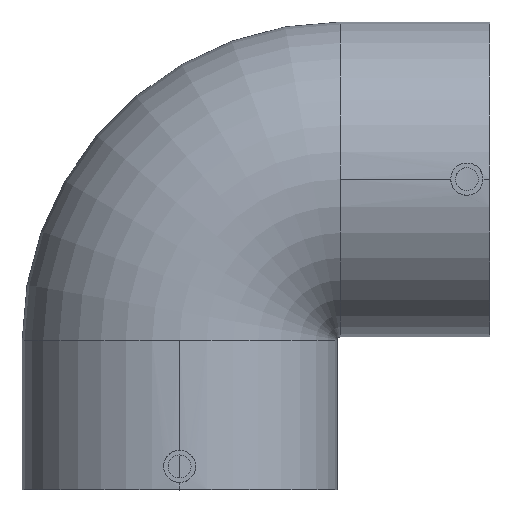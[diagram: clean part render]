
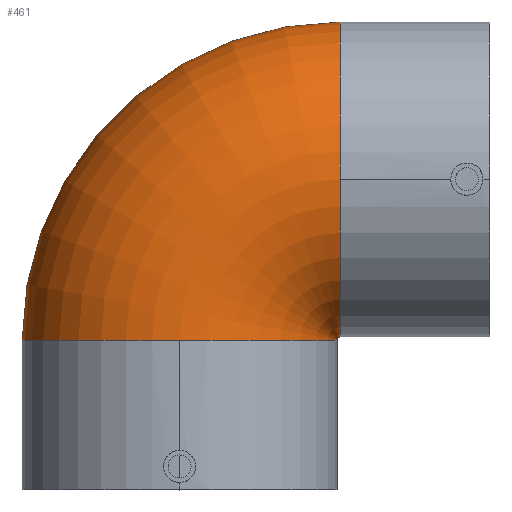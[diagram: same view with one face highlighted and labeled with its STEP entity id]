
A CAD part, top view. The second image highlights one B-rep face of the part: STEP entity #461.
In plain terms, the highlighted toroidal (fillet/blend) face has major radius 70 mm and minor radius 68.5 mm.
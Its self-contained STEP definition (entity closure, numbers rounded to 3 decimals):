
#1 = CIRCLE ( 'NONE', #642, 68.5 ) ;
#59 = DIRECTION ( 'NONE',  ( 0., 0., 1. ) ) ;
#102 = CIRCLE ( 'NONE', #526, 138.5 ) ;
#107 = ORIENTED_EDGE ( 'NONE', *, *, #163, .F. ) ;
#143 = ORIENTED_EDGE ( 'NONE', *, *, #621, .F. ) ;
#146 = TOROIDAL_SURFACE ( 'NONE', #734, 70., 68.5 ) ;
#163 = EDGE_CURVE ( 'NONE', #382, #1165, #184, .T. ) ;
#184 = CIRCLE ( 'NONE', #1187, 68.5 ) ;
#229 = DIRECTION ( 'NONE',  ( -1., 0., 0. ) ) ;
#240 = VERTEX_POINT ( 'NONE', #610 ) ;
#305 = DIRECTION ( 'NONE',  ( 1., 0., 0. ) ) ;
#325 = DIRECTION ( 'NONE',  ( 0., 0., -1. ) ) ;
#332 = EDGE_CURVE ( 'NONE', #352, #1194, #964, .T. ) ;
#342 = CIRCLE ( 'NONE', #1071, 68.5 ) ;
#345 = DIRECTION ( 'NONE',  ( 0., 0., -1. ) ) ;
#352 = VERTEX_POINT ( 'NONE', #617 ) ;
#355 = EDGE_CURVE ( 'NONE', #240, #382, #102, .T. ) ;
#382 = VERTEX_POINT ( 'NONE', #794 ) ;
#453 = DIRECTION ( 'NONE',  ( 0., 1., 0. ) ) ;
#461 = ADVANCED_FACE ( 'NONE', ( #967 ), #146, .T. ) ;
#498 = EDGE_LOOP ( 'NONE', ( #777, #598, #620, #677, #143, #107 ) ) ;
#508 = DIRECTION ( 'NONE',  ( 1., 0., 0. ) ) ;
#509 = DIRECTION ( 'NONE',  ( 0., 0., 1. ) ) ;
#526 = AXIS2_PLACEMENT_3D ( 'NONE', #1063, #325, #229 ) ;
#550 = AXIS2_PLACEMENT_3D ( 'NONE', #1164, #345, #690 ) ;
#574 = CARTESIAN_POINT ( 'NONE',  ( 0., 65., 68.5 ) ) ;
#593 = EDGE_CURVE ( 'NONE', #240, #1013, #1, .T. ) ;
#598 = ORIENTED_EDGE ( 'NONE', *, *, #593, .T. ) ;
#606 = DIRECTION ( 'NONE',  ( 0., 1., 0. ) ) ;
#610 = CARTESIAN_POINT ( 'NONE',  ( -68.5, 65., 0. ) ) ;
#617 = CARTESIAN_POINT ( 'NONE',  ( 68.5, 65., 0. ) ) ;
#620 = ORIENTED_EDGE ( 'NONE', *, *, #1115, .T. ) ;
#621 = EDGE_CURVE ( 'NONE', #1165, #1194, #1127, .T. ) ;
#638 = CARTESIAN_POINT ( 'NONE',  ( 70., 66.5, 0. ) ) ;
#642 = AXIS2_PLACEMENT_3D ( 'NONE', #706, #606, #509 ) ;
#677 = ORIENTED_EDGE ( 'NONE', *, *, #332, .T. ) ;
#690 = DIRECTION ( 'NONE',  ( -1., 0., 0. ) ) ;
#696 = CARTESIAN_POINT ( 'NONE',  ( 70., 135., 0. ) ) ;
#706 = CARTESIAN_POINT ( 'NONE',  ( 0., 65., 0. ) ) ;
#734 = AXIS2_PLACEMENT_3D ( 'NONE', #954, #874, #784 ) ;
#767 = DIRECTION ( 'NONE',  ( 0., 0., 1. ) ) ;
#777 = ORIENTED_EDGE ( 'NONE', *, *, #355, .F. ) ;
#784 = DIRECTION ( 'NONE',  ( -1., 0., 0. ) ) ;
#791 = AXIS2_PLACEMENT_3D ( 'NONE', #977, #305, #767 ) ;
#794 = CARTESIAN_POINT ( 'NONE',  ( 70., 203.5, 0. ) ) ;
#874 = DIRECTION ( 'NONE',  ( 0., 0., -1. ) ) ;
#909 = CARTESIAN_POINT ( 'NONE',  ( 0., 65., 0. ) ) ;
#954 = CARTESIAN_POINT ( 'NONE',  ( 70., 65., 0. ) ) ;
#956 = DIRECTION ( 'NONE',  ( 0., 0., 1. ) ) ;
#964 = CIRCLE ( 'NONE', #550, 1.5 ) ;
#967 = FACE_OUTER_BOUND ( 'NONE', #498, .T. ) ;
#977 = CARTESIAN_POINT ( 'NONE',  ( 70., 135., 0. ) ) ;
#1013 = VERTEX_POINT ( 'NONE', #574 ) ;
#1063 = CARTESIAN_POINT ( 'NONE',  ( 70., 65., 0. ) ) ;
#1071 = AXIS2_PLACEMENT_3D ( 'NONE', #909, #453, #59 ) ;
#1115 = EDGE_CURVE ( 'NONE', #1013, #352, #342, .T. ) ;
#1127 = CIRCLE ( 'NONE', #791, 68.5 ) ;
#1164 = CARTESIAN_POINT ( 'NONE',  ( 70., 65., 0. ) ) ;
#1165 = VERTEX_POINT ( 'NONE', #1171 ) ;
#1171 = CARTESIAN_POINT ( 'NONE',  ( 70., 135., 68.5 ) ) ;
#1187 = AXIS2_PLACEMENT_3D ( 'NONE', #696, #508, #956 ) ;
#1194 = VERTEX_POINT ( 'NONE', #638 ) ;
